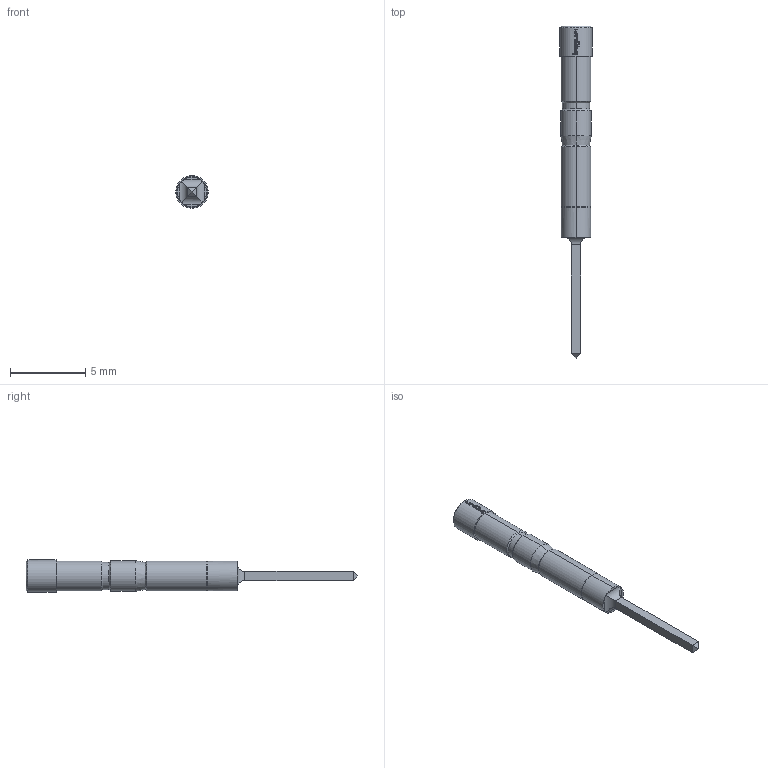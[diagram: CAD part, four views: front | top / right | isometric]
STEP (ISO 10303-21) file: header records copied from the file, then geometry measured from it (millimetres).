
FILE_DESCRIPTION (( 'STEP AP203' ), '1' );
FILE_NAME ('INGUN_KT-254_W-PL.STEP', '2022-04-26T08:52:24', ( 'ochi' ), ( '' ), 'SwSTEP 2.0', 'SolidWorks 2018', '' );
FILE_SCHEMA (( 'CONFIG_CONTROL_DESIGN' ));
Length unit declared in the file: millimetre
Products named in the file (1): INGUN_KT-254_W-PL
Bounding box: 2.15 x 22 x 2.15 mm (x, y, z)
Volume: 46.8 mm3; surface area: 113.7 mm2
Topology: 1 solids, 1 shells, 123 faces, 328 edges, 209 vertices
Faces by surface type: plane 54, cylinder 35, bspline 22, cone 12
Entity records: 4065 total; most frequent: CARTESIAN_POINT 1097, ORIENTED_EDGE 656, DIRECTION 542, EDGE_CURVE 328, AXIS2_PLACEMENT_3D 210, VERTEX_POINT 209, EDGE_LOOP 125, FACE_OUTER_BOUND 123
